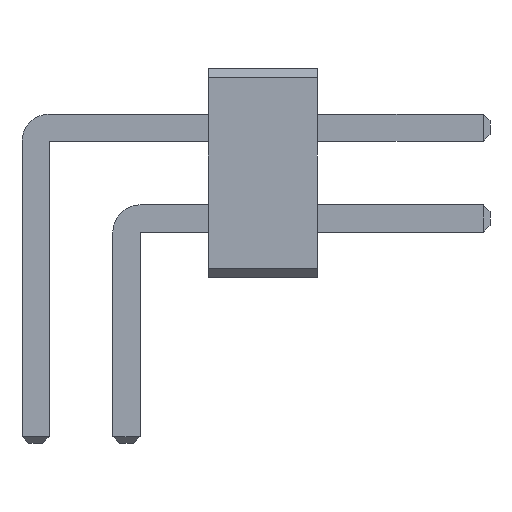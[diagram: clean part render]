
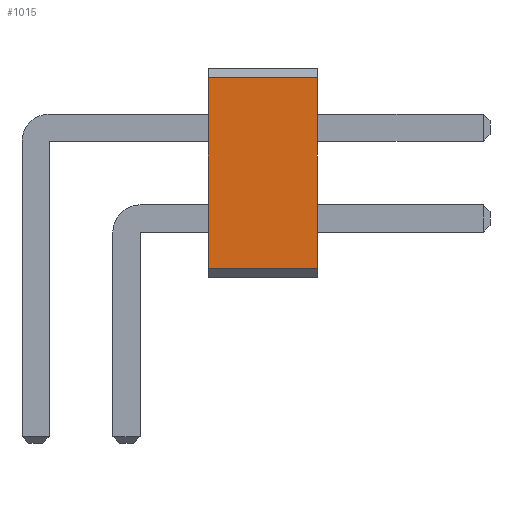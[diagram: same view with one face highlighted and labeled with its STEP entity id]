
A CAD part, front view. The second image highlights one B-rep face of the part: STEP entity #1015.
In plain terms, the highlighted planar face has unit normal (0, -1, 0).
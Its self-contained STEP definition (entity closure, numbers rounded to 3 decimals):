
#13=DIRECTION('',(0.,0.,1.));
#27=VECTOR('',#28,1.);
#28=DIRECTION('',(1.,0.,0.));
#57=DIRECTION('',(0.,-1.,0.));
#1002=VERTEX_POINT('',#1003);
#1003=CARTESIAN_POINT('',(3.1,-16.5,0.1));
#1006=EDGE_CURVE('',#1007,#1002,#1009,.T.);
#1007=VERTEX_POINT('',#1008);
#1008=CARTESIAN_POINT('',(1.9,-16.5,0.1));
#1009=LINE('',#1008,#27);
#1015=ADVANCED_FACE('',(#1016),#1033,.T.);
#1016=FACE_BOUND('',#1017,.T.);
#1017=EDGE_LOOP('',(#1018,#1019,#1025,#1030));
#1018=ORIENTED_EDGE('',*,*,#1006,.T.);
#1019=ORIENTED_EDGE('',*,*,#1020,.T.);
#1020=EDGE_CURVE('',#1002,#1021,#1023,.T.);
#1021=VERTEX_POINT('',#1022);
#1022=CARTESIAN_POINT('',(3.1,-16.5,2.2));
#1023=LINE('',#1003,#1024);
#1024=VECTOR('',#13,1.);
#1025=ORIENTED_EDGE('',*,*,#1026,.F.);
#1026=EDGE_CURVE('',#1027,#1021,#1029,.T.);
#1027=VERTEX_POINT('',#1028);
#1028=CARTESIAN_POINT('',(1.9,-16.5,2.2));
#1029=LINE('',#1028,#27);
#1030=ORIENTED_EDGE('',*,*,#1031,.F.);
#1031=EDGE_CURVE('',#1007,#1027,#1032,.T.);
#1032=LINE('',#1008,#1024);
#1033=PLANE('',#1034);
#1034=AXIS2_PLACEMENT_3D('',#1008,#57,#13);
